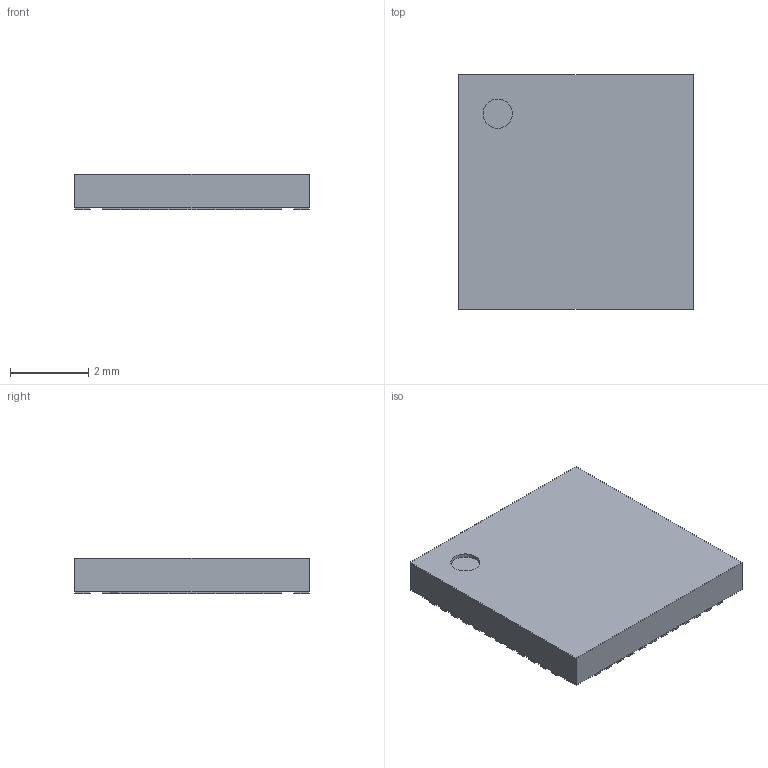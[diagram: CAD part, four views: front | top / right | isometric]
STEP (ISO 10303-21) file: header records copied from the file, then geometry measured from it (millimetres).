
FILE_DESCRIPTION(('Open CASCADE Model'),'2;1');
FILE_NAME('Open CASCADE Shape Model','2024-02-23T13:49:25',('Author'),( 'Open CASCADE'),'Open CASCADE STEP processor 6.8','Open CASCADE 6.8' ,'Unknown');
FILE_SCHEMA(('AUTOMOTIVE_DESIGN { 1 0 10303 214 1 1 1 1 }'));
Length unit declared in the file: millimetre
Products named in the file (8): PCB; Designator1; 6382216112; Open_CASCADE_STEP_translator_6.8_20.1; Body; Open_CASCADE_STEP_translator_6.8_20.2.1; Thermal_Shape; Pin_Shape
Assembly tree (53 placements, depth 4):
  PCB
  Designator1
    6382216112
      Open_CASCADE_STEP_translator_6.8_20.1
      Body
        Open_CASCADE_STEP_translator_6.8_20.2.1
      Thermal_Shape
      Pin_Shape  x48
Bounding box: 6 x 6 x 0.9 mm (x, y, z)
Volume: 31.8 mm3; surface area: 144.9 mm2
Topology: 50 solids, 51 shells, 304 faces, 607 edges, 405 vertices
Faces by surface type: plane 303, cylinder 1
Full cylindrical faces by diameter (mm): 0.75 x1
Entity records: 1100 total; most frequent: DIRECTION 198, CARTESIAN_POINT 148, ORIENTED_EDGE 85, AXIS2_PLACEMENT_3D 79, PRODUCT_DEFINITION_SHAPE 61, CONTEXT_DEPENDENT_SHAPE_REPRESENTATION 53, ITEM_DEFINED_TRANSFORMATION 53, NEXT_ASSEMBLY_USAGE_OCCURRENCE 53
